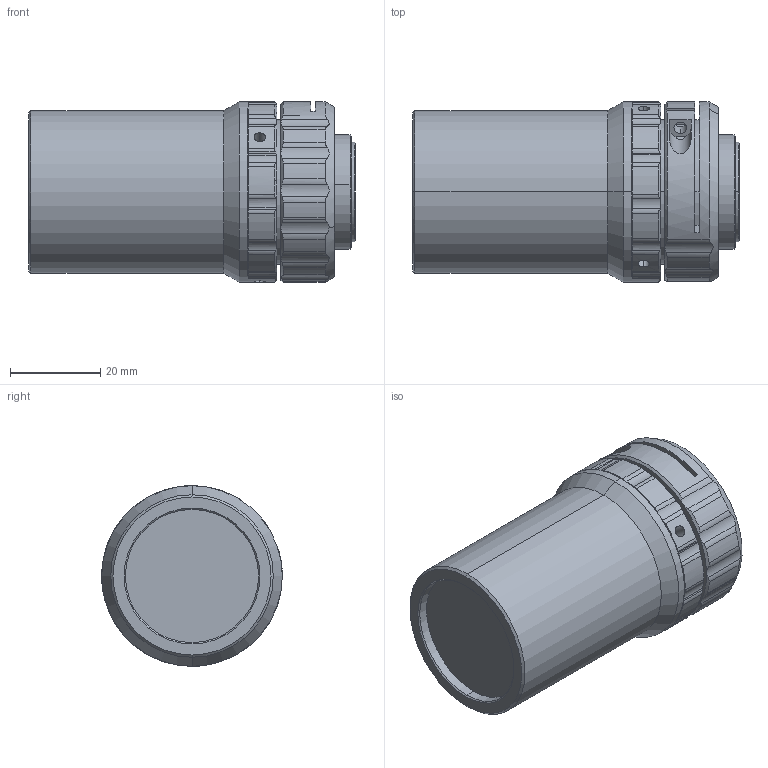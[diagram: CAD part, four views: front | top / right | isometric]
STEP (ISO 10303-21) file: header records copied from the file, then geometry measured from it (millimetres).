
FILE_DESCRIPTION (( 'STEP AP203' ), '1' );
FILE_NAME ('WWT121-04-157.STEP', '2022-06-28T01:44:44', ( '' ), ( '' ), 'SwSTEP 2.0', 'SolidWorks 2017', '' );
FILE_SCHEMA (( 'CONFIG_CONTROL_DESIGN' ));
Length unit declared in the file: millimetre
Products named in the file (1): WWT121-04-157
Bounding box: 72.4 x 40 x 40 mm (x, y, z)
Volume: 72969 mm3; surface area: 13284.3 mm2
Topology: 1 solids, 3 shells, 215 faces, 544 edges, 340 vertices
Faces by surface type: cylinder 120, cone 47, plane 46, torus 2
Entity records: 7216 total; most frequent: CARTESIAN_POINT 1981, DIRECTION 1107, ORIENTED_EDGE 1084, EDGE_CURVE 542, AXIS2_PLACEMENT_3D 470, VERTEX_POINT 340, CIRCLE 254, EDGE_LOOP 234
